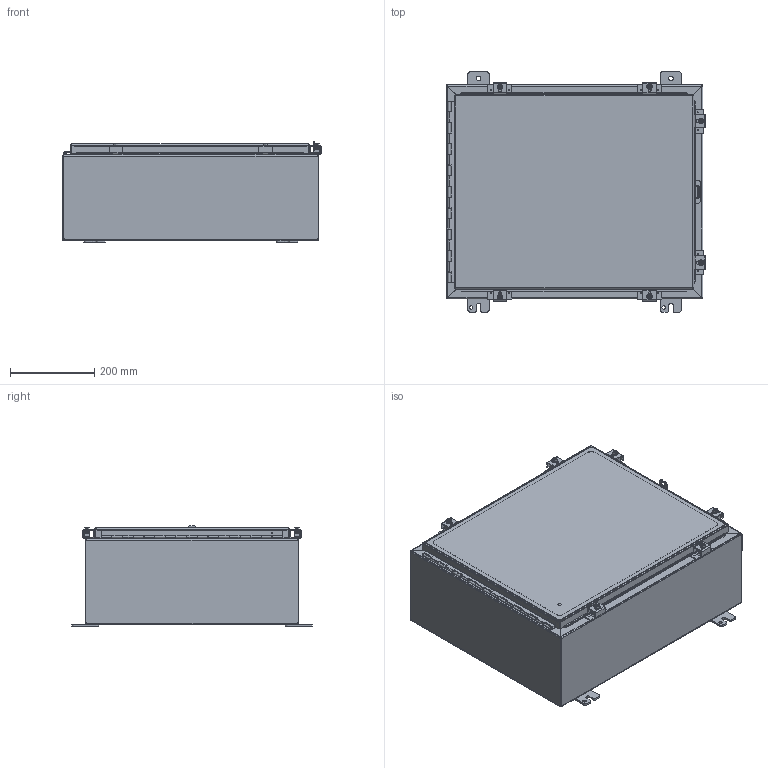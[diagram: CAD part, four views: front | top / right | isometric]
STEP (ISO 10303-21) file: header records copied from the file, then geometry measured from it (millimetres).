
FILE_DESCRIPTION(/* description */ ('ENCL,NEMA4,CS,(20X24X8)'),/* implementation_level */ '2;1');
FILE_NAME(/* name */ 'N4202408.stp',/* time_stamp */ '2022-02-22T07:54:29-06:00',/* author */ ('dnichola'),/* organization */ (''),/* preprocessor_version */ 'ST-DEVELOPER v18.1',/* originating_system */ 'Autodesk Inventor 2020',/* authorisation */ '');
FILE_SCHEMA (('AUTOMOTIVE_DESIGN { 1 0 10303 214 3 1 1 }'));
Length unit declared in the file: inch
Products named in the file (19): N4202408; 38420; 34840; N4202408BKP; 32911; FOAM IN PLACE; 38846; N42024LID; 328104; 328104T; 328104L; 328109-1; 388116; HFW30825; HFW30825-1; HFW30825-2;  HFW30825-3; HFW30825-4; 30817
Assembly tree (34 placements, depth 3):
  N4202408
    34840  x4
    38420
    N4202408BKP
    32911
    FOAM IN PLACE
    38846
    N42024LID
    328104
      328104T
      328104L
      328109-1
    388116  x4
    HFW30825  x6
      HFW30825-1
      HFW30825-2
       HFW30825-3
      HFW30825-4
    30817  x6
Bounding box: 615.49 x 571.5 x 239.02 mm (x, y, z)
Volume: 2189924.9 mm3; surface area: 2615111.5 mm2
Topology: 47 solids, 47 shells, 1521 faces, 3839 edges, 2496 vertices
Faces by surface type: plane 789, cylinder 511, bspline 121, torus 46, sphere 36, cone 18
Full cylindrical faces by diameter (mm): 2.794 x30, 2.921 x2, 3.048 x25, 3.967 x1, 5.359 x6, 6.35 x7, 7.137 x6, 7.95 x4, 8.382 x8, 8.56 x1, 8.89 x6, 11.125 x4, 12.7 x7, 13.208 x6, 15.875 x4
Entity records: 27514 total; most frequent: CARTESIAN_POINT 6966, DIRECTION 4079, ORIENTED_EDGE 3938, EDGE_CURVE 1969, AXIS2_PLACEMENT_3D 1411, LINE 1257, VECTOR 1257, VERTEX_POINT 1249
